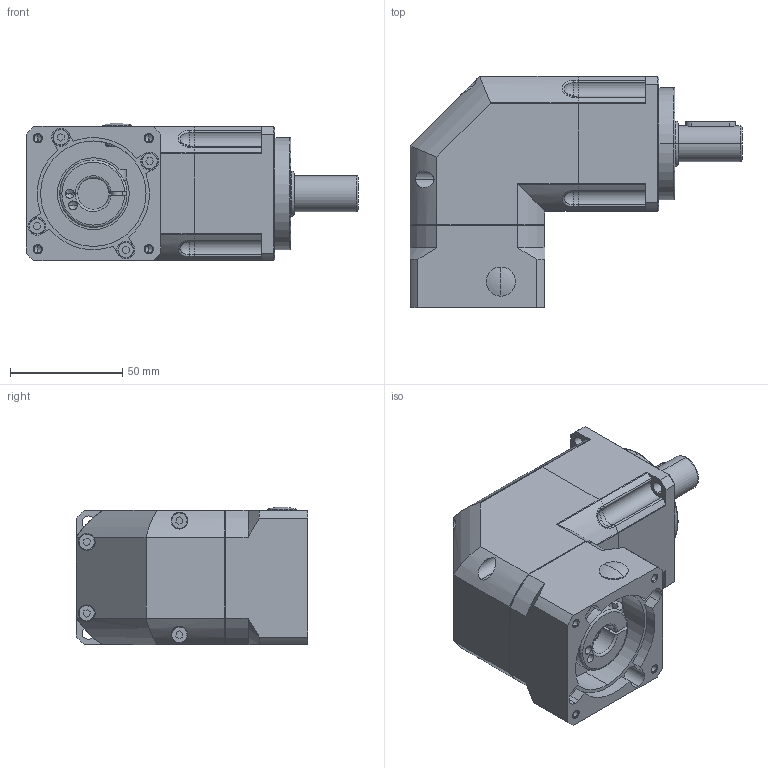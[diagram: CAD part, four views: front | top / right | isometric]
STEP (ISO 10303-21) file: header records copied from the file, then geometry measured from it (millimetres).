
FILE_DESCRIPTION (( 'STEP AP203' ), '1' );
FILE_NAME ('PGHR60-L1-14-50-70-M4-A16.STEP', '2023-12-07T02:56:54', ( '' ), ( '' ), 'SwSTEP 2.0', 'SolidWorks 2018', '' );
FILE_SCHEMA (( 'CONFIG_CONTROL_DESIGN' ));
Length unit declared in the file: millimetre
Products named in the file (1): PGHR60-L1-14-50-70-M4-A16
Bounding box: 148 x 103 x 61.5 mm (x, y, z)
Volume: 467808.1 mm3; surface area: 80827.1 mm2
Topology: 18 solids, 18 shells, 549 faces, 1333 edges, 838 vertices
Faces by surface type: plane 201, cylinder 200, cone 68, torus 46, bspline 26, sphere 8
Entity records: 17728 total; most frequent: CARTESIAN_POINT 4688, DIRECTION 2823, ORIENTED_EDGE 2634, EDGE_CURVE 1317, AXIS2_PLACEMENT_3D 1113, VERTEX_POINT 838, EDGE_LOOP 613, VECTOR 597
